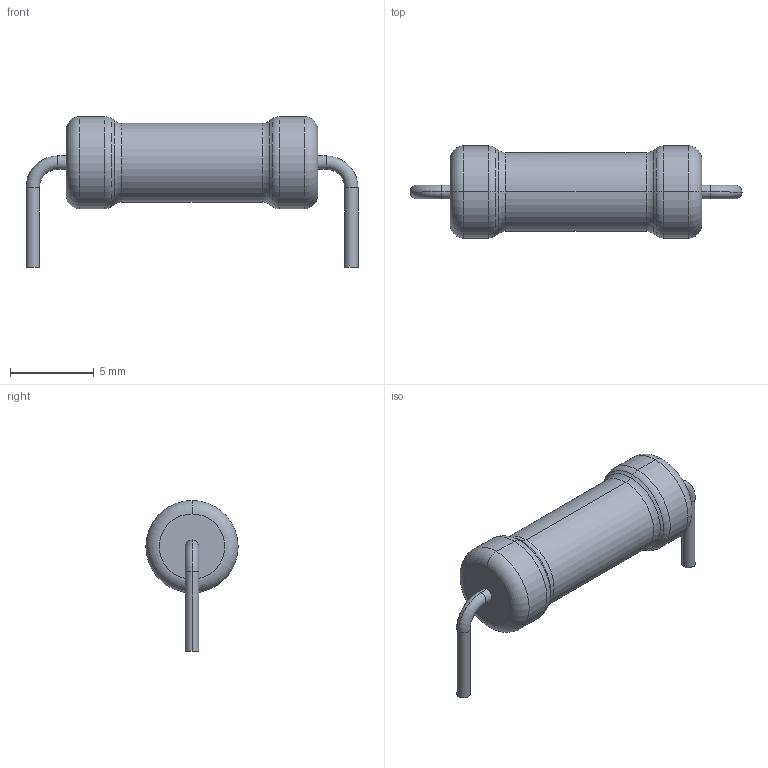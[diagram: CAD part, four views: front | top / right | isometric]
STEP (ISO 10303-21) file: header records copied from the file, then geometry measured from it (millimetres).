
FILE_DESCRIPTION (( 'STEP AP214' ), '1' );
FILE_NAME ('RES-TH_BD5.0-L15.5-P20.00.step', '2024-10-12T01:56:30', ( '' ), ( '' ), 'SwSTEP 2.0', 'SolidWorks 2021', '' );
FILE_SCHEMA (( 'AUTOMOTIVE_DESIGN' ));
Length unit declared in the file: millimetre
Products named in the file (1): RES-TH_BD5.0-L15.5-P20.00
Bounding box: 19.8 x 5.5 x 9 mm (x, y, z)
Volume: 299.2 mm3; surface area: 312.1 mm2
Topology: 1 solids, 1 shells, 262 faces, 689 edges, 450 vertices
Faces by surface type: plane 111, bspline 98, cylinder 33, torus 16, cone 4
Entity records: 12597 total; most frequent: CARTESIAN_POINT 4478, ORIENTED_EDGE 1378, EDGE_CURVE 689, DIRECTION 665, VERTEX_POINT 450, EDGE_LOOP 283, UNCERTAINTY_MEASURE_WITH_UNIT 265, SURFACE_STYLE_USAGE 264
